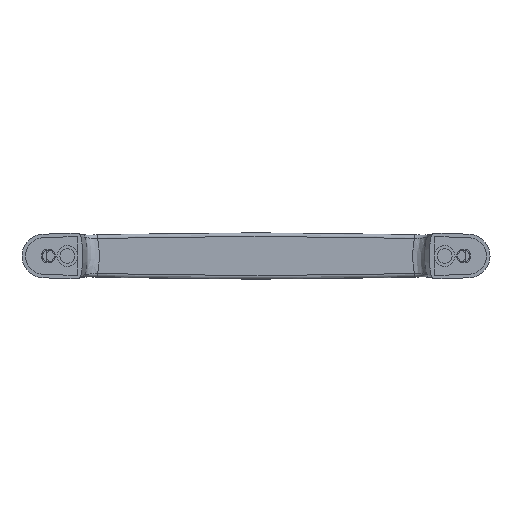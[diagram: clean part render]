
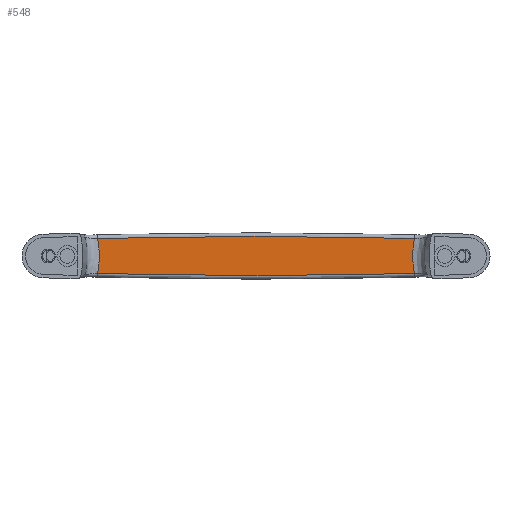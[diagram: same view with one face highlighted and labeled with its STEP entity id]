
A CAD part, front view. The second image highlights one B-rep face of the part: STEP entity #548.
In plain terms, the highlighted planar face has unit normal (0, -1, 0).
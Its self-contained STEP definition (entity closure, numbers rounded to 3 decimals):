
#8 = CARTESIAN_POINT ( 'NONE',  ( 60.428, 27., 10.862 ) ) ;
#30 = CARTESIAN_POINT ( 'NONE',  ( -90.036, 27., 6.755 ) ) ;
#74 = EDGE_CURVE ( 'NONE', #1186, #794, #1550, .T. ) ;
#89 = EDGE_CURVE ( 'NONE', #794, #3257, #1728, .T. ) ;
#132 = ORIENTED_EDGE ( 'NONE', *, *, #89, .T. ) ;
#189 = CARTESIAN_POINT ( 'NONE',  ( -60.428, 27., 10.862 ) ) ;
#212 = PLANE ( 'NONE',  #3678 ) ;
#263 = CARTESIAN_POINT ( 'NONE',  ( -60.428, 27., -10.862 ) ) ;
#458 = ORIENTED_EDGE ( 'NONE', *, *, #3199, .T. ) ;
#511 = EDGE_CURVE ( 'NONE', #3257, #1943, #2160, .T. ) ;
#548 = ADVANCED_FACE ( 'NONE', ( #1205 ), #212, .F. ) ;
#695 = DIRECTION ( 'NONE',  ( 0., 0., 1. ) ) ;
#794 = VERTEX_POINT ( 'NONE', #1296 ) ;
#1066 = DIRECTION ( 'NONE',  ( 0., 1., 0. ) ) ;
#1110 = CARTESIAN_POINT ( 'NONE',  ( 90.036, 27., -6.755 ) ) ;
#1111 = EDGE_LOOP ( 'NONE', ( #1266, #458, #2350, #132 ) ) ;
#1186 = VERTEX_POINT ( 'NONE', #1520 ) ;
#1193 = CARTESIAN_POINT ( 'NONE',  ( 30.213, 27., -11.252 ) ) ;
#1205 = FACE_OUTER_BOUND ( 'NONE', #1111, .T. ) ;
#1266 = ORIENTED_EDGE ( 'NONE', *, *, #511, .T. ) ;
#1296 = CARTESIAN_POINT ( 'NONE',  ( 90.634, 27., 10.083 ) ) ;
#1482 = CARTESIAN_POINT ( 'NONE',  ( 90.634, 27., -10.083 ) ) ;
#1512 = B_SPLINE_CURVE_WITH_KNOTS ( 'NONE', 3,
 ( #2087, #263, #3058, #1193, #3375, #1482 ),
 .UNSPECIFIED., .F., .F.,
 ( 4, 2, 4 ),
 ( 0., 0.091, 0.181 ),
 .UNSPECIFIED. ) ;
#1520 = CARTESIAN_POINT ( 'NONE',  ( 90.634, 27., -10.083 ) ) ;
#1550 = B_SPLINE_CURVE_WITH_KNOTS ( 'NONE', 3,
 ( #2450, #1110, #1841, #1932, #3790, #1917 ),
 .UNSPECIFIED., .F., .F.,
 ( 4, 2, 4 ),
 ( 0.002, 0.012, 0.022 ),
 .UNSPECIFIED. ) ;
#1670 = CARTESIAN_POINT ( 'NONE',  ( 3., 27., -3507.396 ) ) ;
#1728 = B_SPLINE_CURVE_WITH_KNOTS ( 'NONE', 3,
 ( #2823, #8, #3483, #3268, #189, #2486 ),
 .UNSPECIFIED., .F., .F.,
 ( 4, 2, 4 ),
 ( 0., 0.091, 0.181 ),
 .UNSPECIFIED. ) ;
#1789 = CARTESIAN_POINT ( 'NONE',  ( -90.634, 27., 10.083 ) ) ;
#1814 = CARTESIAN_POINT ( 'NONE',  ( -90.634, 27., 10.083 ) ) ;
#1841 = CARTESIAN_POINT ( 'NONE',  ( 89.735, 27., -3.394 ) ) ;
#1917 = CARTESIAN_POINT ( 'NONE',  ( 90.634, 27., 10.083 ) ) ;
#1932 = CARTESIAN_POINT ( 'NONE',  ( 89.735, 27., 3.394 ) ) ;
#1943 = VERTEX_POINT ( 'NONE', #3098 ) ;
#2055 = CARTESIAN_POINT ( 'NONE',  ( -90.634, 27., -10.083 ) ) ;
#2087 = CARTESIAN_POINT ( 'NONE',  ( -90.634, 27., -10.083 ) ) ;
#2160 = B_SPLINE_CURVE_WITH_KNOTS ( 'NONE', 3,
 ( #1789, #30, #2280, #2431, #2765, #2055 ),
 .UNSPECIFIED., .F., .F.,
 ( 4, 2, 4 ),
 ( 0.002, 0.012, 0.022 ),
 .UNSPECIFIED. ) ;
#2280 = CARTESIAN_POINT ( 'NONE',  ( -89.735, 27., 3.394 ) ) ;
#2350 = ORIENTED_EDGE ( 'NONE', *, *, #74, .T. ) ;
#2431 = CARTESIAN_POINT ( 'NONE',  ( -89.735, 27., -3.393 ) ) ;
#2450 = CARTESIAN_POINT ( 'NONE',  ( 90.634, 27., -10.083 ) ) ;
#2486 = CARTESIAN_POINT ( 'NONE',  ( -90.634, 27., 10.083 ) ) ;
#2765 = CARTESIAN_POINT ( 'NONE',  ( -90.036, 27., -6.755 ) ) ;
#2823 = CARTESIAN_POINT ( 'NONE',  ( 90.634, 27., 10.083 ) ) ;
#3058 = CARTESIAN_POINT ( 'NONE',  ( -30.217, 27., -11.252 ) ) ;
#3098 = CARTESIAN_POINT ( 'NONE',  ( -90.634, 27., -10.083 ) ) ;
#3199 = EDGE_CURVE ( 'NONE', #1943, #1186, #1512, .T. ) ;
#3257 = VERTEX_POINT ( 'NONE', #1814 ) ;
#3268 = CARTESIAN_POINT ( 'NONE',  ( -30.213, 27., 11.252 ) ) ;
#3375 = CARTESIAN_POINT ( 'NONE',  ( 60.428, 27., -10.862 ) ) ;
#3483 = CARTESIAN_POINT ( 'NONE',  ( 30.217, 27., 11.252 ) ) ;
#3678 = AXIS2_PLACEMENT_3D ( 'NONE', #1670, #1066, #695 ) ;
#3790 = CARTESIAN_POINT ( 'NONE',  ( 90.036, 27., 6.755 ) ) ;
